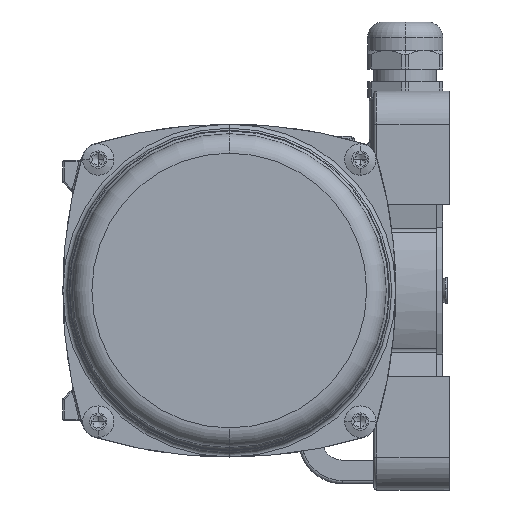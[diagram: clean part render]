
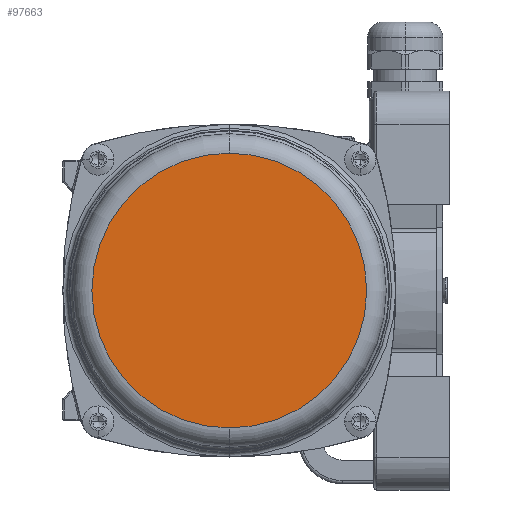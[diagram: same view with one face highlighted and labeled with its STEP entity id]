
A CAD part, left-side view. The second image highlights one B-rep face of the part: STEP entity #97663.
In plain terms, the highlighted planar face has unit normal (-1, 0, 0).
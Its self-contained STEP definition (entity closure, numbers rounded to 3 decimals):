
#3180 = EDGE_CURVE ( 'NONE', #15911, #63726, #69209, .T. ) ;
#5401 = CARTESIAN_POINT ( 'NONE',  ( -98.5, 0., 43.75 ) ) ;
#7089 = ORIENTED_EDGE ( 'NONE', *, *, #88017, .F. ) ;
#13225 = AXIS2_PLACEMENT_3D ( 'NONE', #108810, #14953, #24818 ) ;
#14953 = DIRECTION ( 'NONE',  ( 1., 0., 0. ) ) ;
#15911 = VERTEX_POINT ( 'NONE', #5401 ) ;
#19738 = AXIS2_PLACEMENT_3D ( 'NONE', #30419, #113975, #77670 ) ;
#22820 = DIRECTION ( 'NONE',  ( 0., 0., 1. ) ) ;
#23244 = PLANE ( 'NONE',  #27215 ) ;
#24818 = DIRECTION ( 'NONE',  ( 0., 0., 1. ) ) ;
#25838 = CIRCLE ( 'NONE', #13225, 43.75 ) ;
#27215 = AXIS2_PLACEMENT_3D ( 'NONE', #40959, #117088, #22820 ) ;
#29192 = CARTESIAN_POINT ( 'NONE',  ( -98.5, 0., -43.75 ) ) ;
#30123 = ORIENTED_EDGE ( 'NONE', *, *, #3180, .F. ) ;
#30419 = CARTESIAN_POINT ( 'NONE',  ( -98.5, 0., 0. ) ) ;
#40959 = CARTESIAN_POINT ( 'NONE',  ( -98.5, 0., 0. ) ) ;
#50922 = FACE_OUTER_BOUND ( 'NONE', #77849, .T. ) ;
#63726 = VERTEX_POINT ( 'NONE', #29192 ) ;
#69209 = CIRCLE ( 'NONE', #19738, 43.75 ) ;
#77670 = DIRECTION ( 'NONE',  ( 0., 0., 1. ) ) ;
#77849 = EDGE_LOOP ( 'NONE', ( #30123, #7089 ) ) ;
#88017 = EDGE_CURVE ( 'NONE', #63726, #15911, #25838, .T. ) ;
#97663 = ADVANCED_FACE ( 'NONE', ( #50922 ), #23244, .F. ) ;
#108810 = CARTESIAN_POINT ( 'NONE',  ( -98.5, 0., 0. ) ) ;
#113975 = DIRECTION ( 'NONE',  ( 1., 0., 0. ) ) ;
#117088 = DIRECTION ( 'NONE',  ( 1., 0., 0. ) ) ;
